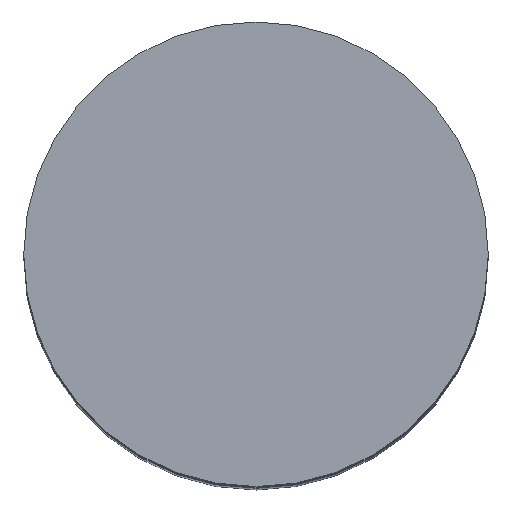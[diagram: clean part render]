
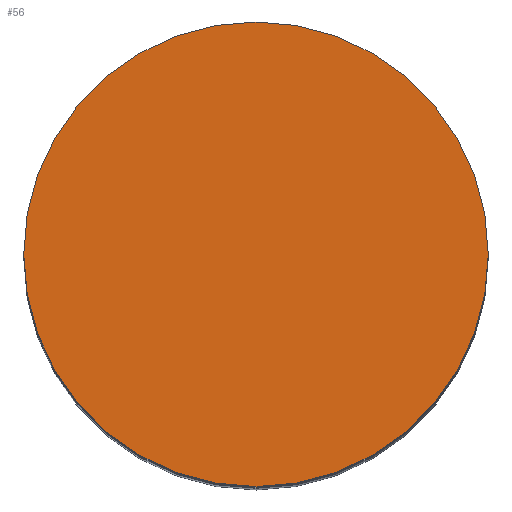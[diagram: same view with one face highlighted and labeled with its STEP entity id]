
A CAD part, top view. The second image highlights one B-rep face of the part: STEP entity #56.
In plain terms, the highlighted planar face has unit normal (0, 0, 1).
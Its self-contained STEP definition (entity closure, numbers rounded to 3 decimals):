
#35=PLANE('',#224);
#37=FACE_OUTER_BOUND('',#115,.T.);
#56=ADVANCED_FACE('',(#37),#35,.T.);
#115=EDGE_LOOP('',(#145));
#145=ORIENTED_EDGE('',*,*,#183,.T.);
#168=VERTEX_POINT('',#330);
#183=EDGE_CURVE('',#168,#168,#198,.T.);
#198=CIRCLE('',#223,2.25);
#223=AXIS2_PLACEMENT_3D('',#329,#274,#275);
#224=AXIS2_PLACEMENT_3D('',#331,#276,#277);
#274=DIRECTION('',(0.,0.,1.));
#275=DIRECTION('',(1.,0.,0.));
#276=DIRECTION('',(0.,0.,1.));
#277=DIRECTION('',(1.,0.,0.));
#329=CARTESIAN_POINT('',(0.,0.,7.2));
#330=CARTESIAN_POINT('',(2.25,0.,7.2));
#331=CARTESIAN_POINT('',(0.,0.,7.2));
